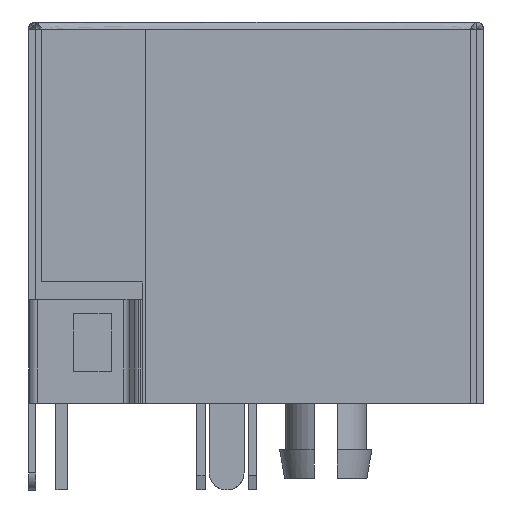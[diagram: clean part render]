
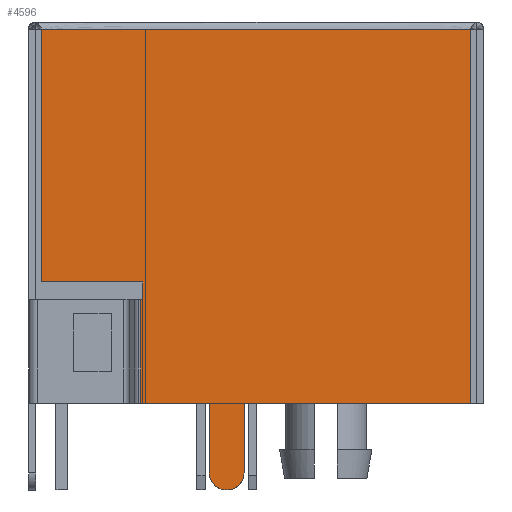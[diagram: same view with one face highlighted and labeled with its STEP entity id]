
A CAD part, left-side view. The second image highlights one B-rep face of the part: STEP entity #4596.
In plain terms, the highlighted free-form (B-spline) face has degree [1, 1] with [2, 2] control points.
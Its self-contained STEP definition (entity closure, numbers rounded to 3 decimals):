
#1712 = VERTEX_POINT('',#1713);
#1713 = CARTESIAN_POINT('',(-31.879,0.415,3.));
#1726 = VERTEX_POINT('',#1727);
#1727 = CARTESIAN_POINT('',(-31.879,-7.413,3.));
#1732 = EDGE_CURVE('',#1712,#1726,#1733,.T.);
#1733 = B_SPLINE_CURVE_WITH_KNOTS('',1,(#1734,#1735),.UNSPECIFIED.,.F.,
  .F.,(2,2),(-0.415,7.413),.PIECEWISE_BEZIER_KNOTS.);
#1734 = CARTESIAN_POINT('',(-31.879,0.415,3.));
#1735 = CARTESIAN_POINT('',(-31.879,-7.413,3.));
#4149 = VERTEX_POINT('',#4150);
#4150 = CARTESIAN_POINT('',(-31.879,3.913,6.6));
#4155 = EDGE_CURVE('',#4156,#4149,#4158,.T.);
#4156 = VERTEX_POINT('',#4157);
#4157 = CARTESIAN_POINT('',(-31.879,3.913,7.2));
#4158 = B_SPLINE_CURVE_WITH_KNOTS('',1,(#4159,#4160),.UNSPECIFIED.,.F.,
  .F.,(2,2),(-4.2,-3.6),.PIECEWISE_BEZIER_KNOTS.);
#4159 = CARTESIAN_POINT('',(-31.879,3.913,7.2));
#4160 = CARTESIAN_POINT('',(-31.879,3.913,6.6));
#4441 = VERTEX_POINT('',#4442);
#4442 = CARTESIAN_POINT('',(-31.879,-7.413,15.949));
#4498 = VERTEX_POINT('',#4499);
#4499 = CARTESIAN_POINT('',(-31.879,7.413,15.949));
#4546 = EDGE_CURVE('',#4498,#4441,#4547,.T.);
#4547 = B_SPLINE_CURVE_WITH_KNOTS('',1,(#4548,#4549),.UNSPECIFIED.,.F.,
  .F.,(2,2),(-15.288,-0.462),.PIECEWISE_BEZIER_KNOTS.);
#4548 = CARTESIAN_POINT('',(-31.879,7.413,15.949));
#4549 = CARTESIAN_POINT('',(-31.879,-7.413,15.949));
#4580 = EDGE_CURVE('',#4441,#1726,#4581,.T.);
#4581 = B_SPLINE_CURVE_WITH_KNOTS('',1,(#4582,#4583),.UNSPECIFIED.,.F.,
  .F.,(2,2),(0.001,12.95),.PIECEWISE_BEZIER_KNOTS.);
#4582 = CARTESIAN_POINT('',(-31.879,-7.413,15.949));
#4583 = CARTESIAN_POINT('',(-31.879,-7.413,3.));
#4596 = ADVANCED_FACE('',(#4597),#4664,.F.);
#4597 = FACE_BOUND('',#4598,.T.);
#4598 = EDGE_LOOP('',(#4599,#4608,#4616,#4624,#4629,#4630,#4631,#4632,
    #4639,#4644,#4645,#4652,#4659));
#4599 = ORIENTED_EDGE('',*,*,#4600,.T.);
#4600 = EDGE_CURVE('',#4601,#4603,#4605,.T.);
#4601 = VERTEX_POINT('',#4602);
#4602 = CARTESIAN_POINT('',(-31.879,1.615,3.));
#4603 = VERTEX_POINT('',#4604);
#4604 = CARTESIAN_POINT('',(-31.879,1.615,0.6));
#4605 = B_SPLINE_CURVE_WITH_KNOTS('',1,(#4606,#4607),.UNSPECIFIED.,.F.,
  .F.,(2,2),(-3.,-0.6),.PIECEWISE_BEZIER_KNOTS.);
#4606 = CARTESIAN_POINT('',(-31.879,1.615,3.));
#4607 = CARTESIAN_POINT('',(-31.879,1.615,0.6));
#4608 = ORIENTED_EDGE('',*,*,#4609,.T.);
#4609 = EDGE_CURVE('',#4603,#4610,#4612,.T.);
#4610 = VERTEX_POINT('',#4611);
#4611 = CARTESIAN_POINT('',(-31.879,1.015,0.));
#4612 = ( BOUNDED_CURVE() B_SPLINE_CURVE(2,(#4613,#4614,#4615),
.UNSPECIFIED.,.F.,.F.) B_SPLINE_CURVE_WITH_KNOTS((3,3),(4.712,
6.283),.PIECEWISE_BEZIER_KNOTS.) CURVE() 
GEOMETRIC_REPRESENTATION_ITEM() RATIONAL_B_SPLINE_CURVE((1.,
0.707,1.)) REPRESENTATION_ITEM('') );
#4613 = CARTESIAN_POINT('',(-31.879,1.615,0.6));
#4614 = CARTESIAN_POINT('',(-31.879,1.615,0.));
#4615 = CARTESIAN_POINT('',(-31.879,1.015,0.));
#4616 = ORIENTED_EDGE('',*,*,#4617,.T.);
#4617 = EDGE_CURVE('',#4610,#4618,#4620,.T.);
#4618 = VERTEX_POINT('',#4619);
#4619 = CARTESIAN_POINT('',(-31.879,0.415,0.6));
#4620 = ( BOUNDED_CURVE() B_SPLINE_CURVE(2,(#4621,#4622,#4623),
.UNSPECIFIED.,.F.,.F.) B_SPLINE_CURVE_WITH_KNOTS((3,3),(0.,
1.571),.PIECEWISE_BEZIER_KNOTS.) CURVE() 
GEOMETRIC_REPRESENTATION_ITEM() RATIONAL_B_SPLINE_CURVE((1.,
0.707,1.)) REPRESENTATION_ITEM('') );
#4621 = CARTESIAN_POINT('',(-31.879,1.015,0.));
#4622 = CARTESIAN_POINT('',(-31.879,0.415,0.));
#4623 = CARTESIAN_POINT('',(-31.879,0.415,0.6));
#4624 = ORIENTED_EDGE('',*,*,#4625,.T.);
#4625 = EDGE_CURVE('',#4618,#1712,#4626,.T.);
#4626 = B_SPLINE_CURVE_WITH_KNOTS('',1,(#4627,#4628),.UNSPECIFIED.,.F.,
  .F.,(2,2),(0.6,3.),.PIECEWISE_BEZIER_KNOTS.);
#4627 = CARTESIAN_POINT('',(-31.879,0.415,0.6));
#4628 = CARTESIAN_POINT('',(-31.879,0.415,3.));
#4629 = ORIENTED_EDGE('',*,*,#1732,.T.);
#4630 = ORIENTED_EDGE('',*,*,#4580,.F.);
#4631 = ORIENTED_EDGE('',*,*,#4546,.F.);
#4632 = ORIENTED_EDGE('',*,*,#4633,.T.);
#4633 = EDGE_CURVE('',#4498,#4634,#4636,.T.);
#4634 = VERTEX_POINT('',#4635);
#4635 = CARTESIAN_POINT('',(-31.879,7.413,7.2));
#4636 = B_SPLINE_CURVE_WITH_KNOTS('',1,(#4637,#4638),.UNSPECIFIED.,.F.,
  .F.,(2,2),(0.251,9.),.PIECEWISE_BEZIER_KNOTS.);
#4637 = CARTESIAN_POINT('',(-31.879,7.413,15.949));
#4638 = CARTESIAN_POINT('',(-31.879,7.413,7.2));
#4639 = ORIENTED_EDGE('',*,*,#4640,.T.);
#4640 = EDGE_CURVE('',#4634,#4156,#4641,.T.);
#4641 = B_SPLINE_CURVE_WITH_KNOTS('',1,(#4642,#4643),.UNSPECIFIED.,.F.,
  .F.,(2,2),(-3.5,-0.),.PIECEWISE_BEZIER_KNOTS.);
#4642 = CARTESIAN_POINT('',(-31.879,7.413,7.2));
#4643 = CARTESIAN_POINT('',(-31.879,3.913,7.2));
#4644 = ORIENTED_EDGE('',*,*,#4155,.T.);
#4645 = ORIENTED_EDGE('',*,*,#4646,.T.);
#4646 = EDGE_CURVE('',#4149,#4647,#4649,.T.);
#4647 = VERTEX_POINT('',#4648);
#4648 = CARTESIAN_POINT('',(-31.879,3.989,6.6));
#4649 = B_SPLINE_CURVE_WITH_KNOTS('',1,(#4650,#4651),.UNSPECIFIED.,.F.,
  .F.,(2,2),(0.,0.076),.PIECEWISE_BEZIER_KNOTS.);
#4650 = CARTESIAN_POINT('',(-31.879,3.913,6.6));
#4651 = CARTESIAN_POINT('',(-31.879,3.989,6.6));
#4652 = ORIENTED_EDGE('',*,*,#4653,.T.);
#4653 = EDGE_CURVE('',#4647,#4654,#4656,.T.);
#4654 = VERTEX_POINT('',#4655);
#4655 = CARTESIAN_POINT('',(-31.879,3.989,3.));
#4656 = B_SPLINE_CURVE_WITH_KNOTS('',1,(#4657,#4658),.UNSPECIFIED.,.F.,
  .F.,(2,2),(0.,3.6),.PIECEWISE_BEZIER_KNOTS.);
#4657 = CARTESIAN_POINT('',(-31.879,3.989,6.6));
#4658 = CARTESIAN_POINT('',(-31.879,3.989,3.));
#4659 = ORIENTED_EDGE('',*,*,#4660,.T.);
#4660 = EDGE_CURVE('',#4654,#4601,#4661,.T.);
#4661 = B_SPLINE_CURVE_WITH_KNOTS('',1,(#4662,#4663),.UNSPECIFIED.,.F.,
  .F.,(2,2),(-3.989,-1.615),.PIECEWISE_BEZIER_KNOTS.);
#4662 = CARTESIAN_POINT('',(-31.879,3.989,3.));
#4663 = CARTESIAN_POINT('',(-31.879,1.615,3.));
#4664 = B_SPLINE_SURFACE_WITH_KNOTS('',1,1,(
    (#4665,#4666)
    ,(#4667,#4668
    )),.UNSPECIFIED.,.F.,.F.,.F.,(2,2),(2,2),(0.251,16.2),(
    -7.413,7.413),.PIECEWISE_BEZIER_KNOTS.);
#4665 = CARTESIAN_POINT('',(-31.879,-7.413,15.949));
#4666 = CARTESIAN_POINT('',(-31.879,7.413,15.949));
#4667 = CARTESIAN_POINT('',(-31.879,-7.413,0.
    ));
#4668 = CARTESIAN_POINT('',(-31.879,7.413,0.)
  );
